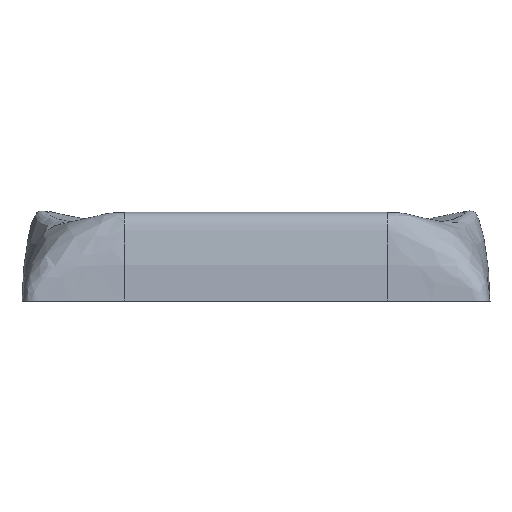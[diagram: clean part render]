
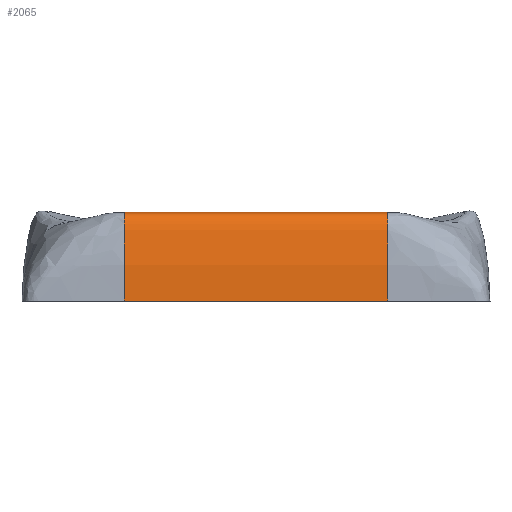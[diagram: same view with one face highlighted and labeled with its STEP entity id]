
A CAD part, front view. The second image highlights one B-rep face of the part: STEP entity #2065.
In plain terms, the highlighted free-form (B-spline) face has degree [3, 1] with [16, 2] control points.
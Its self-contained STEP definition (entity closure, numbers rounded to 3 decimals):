
#21=B_SPLINE_CURVE_WITH_KNOTS('',3,(#4089,#4090,#4091,#4092,#4093,#4094,
#4095,#4096,#4097,#4098,#4099,#4100,#4101,#4102,#4103,#4104),
 .UNSPECIFIED.,.F.,.F.,(4,2,2,2,2,2,2,4),(-1.228,-1.116,
-0.982,-0.877,-0.77,-0.599,
-0.311,0.),.UNSPECIFIED.);
#38=B_SPLINE_CURVE_WITH_KNOTS('',3,(#7244,#7245,#7246,#7247,#7248,#7249,
#7250,#7251,#7252,#7253,#7254,#7255,#7256,#7257,#7258,#7259),
 .UNSPECIFIED.,.F.,.F.,(4,2,2,2,2,2,2,4),(-1.228,-1.116,
-0.982,-0.877,-0.77,-0.599,
-0.311,0.),.UNSPECIFIED.);
#47=B_SPLINE_SURFACE_WITH_KNOTS('',3,1,((#7337,#7338),(#7339,#7340),(#7341,
#7342),(#7343,#7344),(#7345,#7346),(#7347,#7348),(#7349,#7350),(#7351,#7352),
(#7353,#7354),(#7355,#7356),(#7357,#7358),(#7359,#7360),(#7361,#7362),(#7363,
#7364),(#7365,#7366),(#7367,#7368)),.UNSPECIFIED.,.F.,.F.,.F.,(4,2,2,2,
2,2,2,4),(2,2),(-1.228,-1.116,-0.982,-0.877,
-0.77,-0.599,-0.311,0.),(0.,2.375),
 .UNSPECIFIED.);
#270=FACE_OUTER_BOUND('',#403,.T.);
#403=EDGE_LOOP('',(#1880,#1881,#1882,#1883));
#646=LINE('',#7336,#832);
#647=LINE('',#7369,#833);
#832=VECTOR('',#2864,10.);
#833=VECTOR('',#2865,10.);
#987=VERTEX_POINT('',#4087);
#988=VERTEX_POINT('',#4088);
#1001=VERTEX_POINT('',#6815);
#1008=VERTEX_POINT('',#7243);
#1266=EDGE_CURVE('',#987,#988,#21,.T.);
#1290=EDGE_CURVE('',#1001,#1008,#38,.T.);
#1301=EDGE_CURVE('',#1008,#988,#646,.T.);
#1302=EDGE_CURVE('',#1001,#987,#647,.T.);
#1880=ORIENTED_EDGE('',*,*,#1290,.T.);
#1881=ORIENTED_EDGE('',*,*,#1301,.T.);
#1882=ORIENTED_EDGE('',*,*,#1266,.F.);
#1883=ORIENTED_EDGE('',*,*,#1302,.F.);
#2065=ADVANCED_FACE('',(#270),#47,.T.);
#2864=DIRECTION('',(1.,0.,0.));
#2865=DIRECTION('',(1.,0.,0.));
#4087=CARTESIAN_POINT('',(11.875,-6.497,7.984));
#4088=CARTESIAN_POINT('',(11.875,-9.198,0.));
#4089=CARTESIAN_POINT('Ctrl Pts',(11.875,-6.497,7.984));
#4090=CARTESIAN_POINT('Ctrl Pts',(11.875,-6.647,7.993));
#4091=CARTESIAN_POINT('Ctrl Pts',(11.875,-6.796,7.994));
#4092=CARTESIAN_POINT('Ctrl Pts',(11.875,-7.122,7.965));
#4093=CARTESIAN_POINT('Ctrl Pts',(11.875,-7.299,7.93));
#4094=CARTESIAN_POINT('Ctrl Pts',(11.875,-7.594,7.81));
#4095=CARTESIAN_POINT('Ctrl Pts',(11.875,-7.714,7.738));
#4096=CARTESIAN_POINT('Ctrl Pts',(11.875,-7.923,7.549));
#4097=CARTESIAN_POINT('Ctrl Pts',(11.875,-8.039,7.408));
#4098=CARTESIAN_POINT('Ctrl Pts',(11.875,-8.339,6.814));
#4099=CARTESIAN_POINT('Ctrl Pts',(11.875,-8.467,6.333));
#4100=CARTESIAN_POINT('Ctrl Pts',(11.875,-8.792,4.912));
#4101=CARTESIAN_POINT('Ctrl Pts',(11.875,-8.953,3.976));
#4102=CARTESIAN_POINT('Ctrl Pts',(11.875,-9.147,2.072));
#4103=CARTESIAN_POINT('Ctrl Pts',(11.875,-9.176,1.038));
#4104=CARTESIAN_POINT('Ctrl Pts',(11.875,-9.198,0.));
#6815=CARTESIAN_POINT('',(-11.875,-6.497,7.984));
#7243=CARTESIAN_POINT('',(-11.875,-9.198,0.));
#7244=CARTESIAN_POINT('Ctrl Pts',(-11.875,-6.497,7.984));
#7245=CARTESIAN_POINT('Ctrl Pts',(-11.875,-6.647,7.993));
#7246=CARTESIAN_POINT('Ctrl Pts',(-11.875,-6.796,7.994));
#7247=CARTESIAN_POINT('Ctrl Pts',(-11.875,-7.122,7.965));
#7248=CARTESIAN_POINT('Ctrl Pts',(-11.875,-7.299,7.93));
#7249=CARTESIAN_POINT('Ctrl Pts',(-11.875,-7.594,7.81));
#7250=CARTESIAN_POINT('Ctrl Pts',(-11.875,-7.714,7.738));
#7251=CARTESIAN_POINT('Ctrl Pts',(-11.875,-7.923,7.549));
#7252=CARTESIAN_POINT('Ctrl Pts',(-11.875,-8.039,7.408));
#7253=CARTESIAN_POINT('Ctrl Pts',(-11.875,-8.339,6.814));
#7254=CARTESIAN_POINT('Ctrl Pts',(-11.875,-8.467,6.333));
#7255=CARTESIAN_POINT('Ctrl Pts',(-11.875,-8.792,4.912));
#7256=CARTESIAN_POINT('Ctrl Pts',(-11.875,-8.953,3.976));
#7257=CARTESIAN_POINT('Ctrl Pts',(-11.875,-9.147,2.072));
#7258=CARTESIAN_POINT('Ctrl Pts',(-11.875,-9.176,1.038));
#7259=CARTESIAN_POINT('Ctrl Pts',(-11.875,-9.198,0.));
#7336=CARTESIAN_POINT('',(-11.875,-9.198,0.));
#7337=CARTESIAN_POINT('Ctrl Pts',(-11.875,-6.497,7.984));
#7338=CARTESIAN_POINT('Ctrl Pts',(11.875,-6.497,7.984));
#7339=CARTESIAN_POINT('Ctrl Pts',(-11.875,-6.647,7.993));
#7340=CARTESIAN_POINT('Ctrl Pts',(11.875,-6.647,7.993));
#7341=CARTESIAN_POINT('Ctrl Pts',(-11.875,-6.796,7.994));
#7342=CARTESIAN_POINT('Ctrl Pts',(11.875,-6.796,7.994));
#7343=CARTESIAN_POINT('Ctrl Pts',(-11.875,-7.122,7.965));
#7344=CARTESIAN_POINT('Ctrl Pts',(11.875,-7.122,7.965));
#7345=CARTESIAN_POINT('Ctrl Pts',(-11.875,-7.299,7.93));
#7346=CARTESIAN_POINT('Ctrl Pts',(11.875,-7.299,7.93));
#7347=CARTESIAN_POINT('Ctrl Pts',(-11.875,-7.594,7.81));
#7348=CARTESIAN_POINT('Ctrl Pts',(11.875,-7.594,7.81));
#7349=CARTESIAN_POINT('Ctrl Pts',(-11.875,-7.714,7.738));
#7350=CARTESIAN_POINT('Ctrl Pts',(11.875,-7.714,7.738));
#7351=CARTESIAN_POINT('Ctrl Pts',(-11.875,-7.923,7.549));
#7352=CARTESIAN_POINT('Ctrl Pts',(11.875,-7.923,7.549));
#7353=CARTESIAN_POINT('Ctrl Pts',(-11.875,-8.039,7.408));
#7354=CARTESIAN_POINT('Ctrl Pts',(11.875,-8.039,7.408));
#7355=CARTESIAN_POINT('Ctrl Pts',(-11.875,-8.339,6.814));
#7356=CARTESIAN_POINT('Ctrl Pts',(11.875,-8.339,6.814));
#7357=CARTESIAN_POINT('Ctrl Pts',(-11.875,-8.467,6.333));
#7358=CARTESIAN_POINT('Ctrl Pts',(11.875,-8.467,6.333));
#7359=CARTESIAN_POINT('Ctrl Pts',(-11.875,-8.792,4.912));
#7360=CARTESIAN_POINT('Ctrl Pts',(11.875,-8.792,4.912));
#7361=CARTESIAN_POINT('Ctrl Pts',(-11.875,-8.953,3.976));
#7362=CARTESIAN_POINT('Ctrl Pts',(11.875,-8.953,3.976));
#7363=CARTESIAN_POINT('Ctrl Pts',(-11.875,-9.147,2.072));
#7364=CARTESIAN_POINT('Ctrl Pts',(11.875,-9.147,2.072));
#7365=CARTESIAN_POINT('Ctrl Pts',(-11.875,-9.176,1.038));
#7366=CARTESIAN_POINT('Ctrl Pts',(11.875,-9.176,1.038));
#7367=CARTESIAN_POINT('Ctrl Pts',(-11.875,-9.198,0.));
#7368=CARTESIAN_POINT('Ctrl Pts',(11.875,-9.198,0.));
#7369=CARTESIAN_POINT('',(-11.875,-6.497,7.984));
